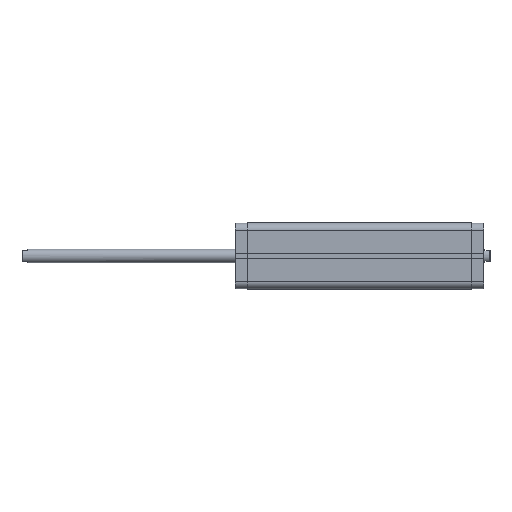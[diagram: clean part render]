
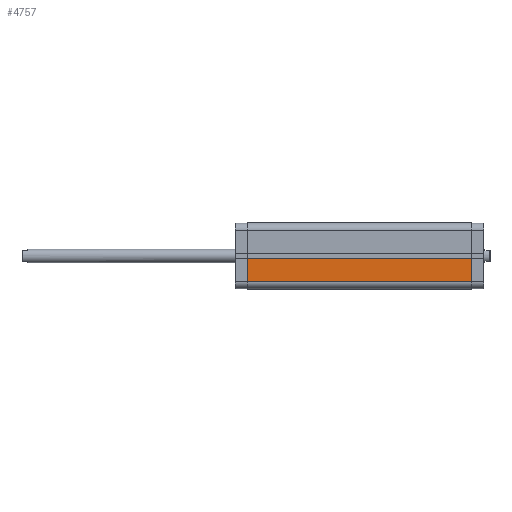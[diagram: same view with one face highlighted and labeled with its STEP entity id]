
A CAD part, front view. The second image highlights one B-rep face of the part: STEP entity #4757.
In plain terms, the highlighted planar face has unit normal (0, -1, 0).
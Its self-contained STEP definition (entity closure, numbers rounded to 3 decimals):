
#386 = FACE_OUTER_BOUND ( 'NONE', #2412, .T. ) ;
#693 = CARTESIAN_POINT ( 'NONE',  ( -31., -40., 0. ) ) ;
#695 = CARTESIAN_POINT ( 'NONE',  ( -31., -40., 270.5 ) ) ;
#698 = CARTESIAN_POINT ( 'NONE',  ( -2.6, -40., 270.5 ) ) ;
#713 = CARTESIAN_POINT ( 'NONE',  ( -2.6, -40., 0. ) ) ;
#1258 = EDGE_CURVE ( 'NONE', #4864, #4884, #2635, .T. ) ;
#1259 = EDGE_CURVE ( 'NONE', #4869, #4884, #2624, .T. ) ;
#1262 = EDGE_CURVE ( 'NONE', #4866, #4864, #2641, .T. ) ;
#1263 = EDGE_CURVE ( 'NONE', #4866, #4869, #2643, .T. ) ;
#2039 = AXIS2_PLACEMENT_3D ( 'NONE', #4336, #4339, #4340 ) ;
#2201 = ORIENTED_EDGE ( 'NONE', *, *, #1262, .T. ) ;
#2202 = ORIENTED_EDGE ( 'NONE', *, *, #1263, .F. ) ;
#2203 = ORIENTED_EDGE ( 'NONE', *, *, #1259, .F. ) ;
#2204 = ORIENTED_EDGE ( 'NONE', *, *, #1258, .T. ) ;
#2412 = EDGE_LOOP ( 'NONE', ( #2204, #2203, #2202, #2201 ) ) ;
#2624 = LINE ( 'NONE', #5363, #2637 ) ;
#2632 = VECTOR ( 'NONE', #5377, 1000. ) ;
#2635 = LINE ( 'NONE', #5368, #2636 ) ;
#2636 = VECTOR ( 'NONE', #5369, 1000. ) ;
#2637 = VECTOR ( 'NONE', #5371, 1000. ) ;
#2641 = LINE ( 'NONE', #5367, #2632 ) ;
#2643 = LINE ( 'NONE', #5378, #2644 ) ;
#2644 = VECTOR ( 'NONE', #5379, 1000. ) ;
#4336 = CARTESIAN_POINT ( 'NONE',  ( 0., -40., 270.5 ) ) ;
#4337 = PLANE ( 'NONE',  #2039 ) ;
#4339 = DIRECTION ( 'NONE',  ( 0., 1., 0. ) ) ;
#4340 = DIRECTION ( 'NONE',  ( 0., 0., 1. ) ) ;
#4757 = ADVANCED_FACE ( 'NONE', ( #386 ), #4337, .F. ) ;
#4864 = VERTEX_POINT ( 'NONE', #693 ) ;
#4866 = VERTEX_POINT ( 'NONE', #695 ) ;
#4869 = VERTEX_POINT ( 'NONE', #698 ) ;
#4884 = VERTEX_POINT ( 'NONE', #713 ) ;
#5363 = CARTESIAN_POINT ( 'NONE',  ( -2.6, -40., 270.5 ) ) ;
#5367 = CARTESIAN_POINT ( 'NONE',  ( -31., -40., 270.5 ) ) ;
#5368 = CARTESIAN_POINT ( 'NONE',  ( 0., -40., 0. ) ) ;
#5369 = DIRECTION ( 'NONE',  ( 1., 0., 0. ) ) ;
#5371 = DIRECTION ( 'NONE',  ( 0., 0., -1. ) ) ;
#5377 = DIRECTION ( 'NONE',  ( 0., 0., -1. ) ) ;
#5378 = CARTESIAN_POINT ( 'NONE',  ( 0., -40., 270.5 ) ) ;
#5379 = DIRECTION ( 'NONE',  ( 1., 0., 0. ) ) ;
